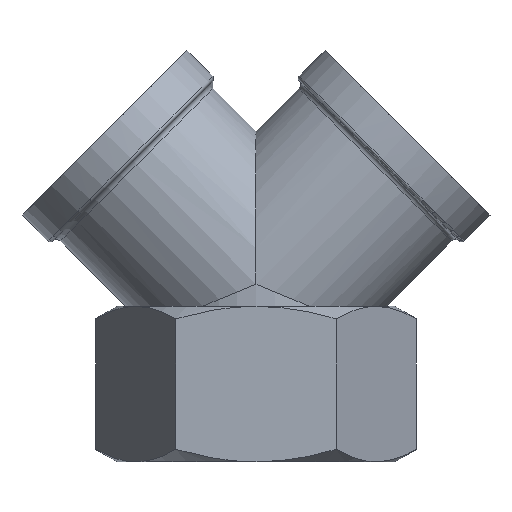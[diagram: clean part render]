
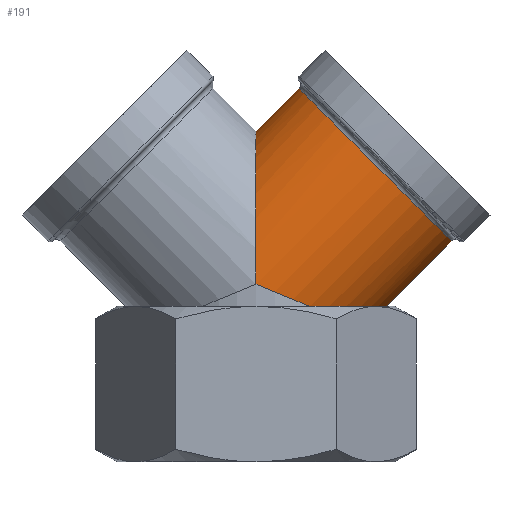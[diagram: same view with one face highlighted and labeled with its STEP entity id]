
A CAD part, front view. The second image highlights one B-rep face of the part: STEP entity #191.
In plain terms, the highlighted cylindrical face has radius 9.7 mm (diameter 19.4 mm), a partial arc.
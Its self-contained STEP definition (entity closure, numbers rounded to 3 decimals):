
#191=ADVANCED_FACE('',(#379),#380,.T.);
#379=FACE_OUTER_BOUND('',#558,.T.);
#380=CYLINDRICAL_SURFACE('',#559,9.7);
#558=EDGE_LOOP('',(#1042,#1043,#1044,#1045,#1046,#1047,#1048));
#559=AXIS2_PLACEMENT_3D('',#1049,#1050,#1051);
#1042=ORIENTED_EDGE('',*,*,#1232,.T.);
#1043=ORIENTED_EDGE('',*,*,#1205,.T.);
#1044=ORIENTED_EDGE('',*,*,#1092,.T.);
#1045=ORIENTED_EDGE('',*,*,#1233,.T.);
#1046=ORIENTED_EDGE('',*,*,#1149,.F.);
#1047=ORIENTED_EDGE('',*,*,#1131,.F.);
#1048=ORIENTED_EDGE('',*,*,#1217,.T.);
#1049=CARTESIAN_POINT('',(0.0,0.0,0.0));
#1050=DIRECTION('',(-0.707,0.0,-0.707));
#1051=DIRECTION('',(0.707,0.0,-0.707));
#1092=EDGE_CURVE('',#1299,#1310,#1312,.T.);
#1131=EDGE_CURVE('',#1371,#1372,#1373,.T.);
#1149=EDGE_CURVE('',#1372,#1401,#1402,.T.);
#1205=EDGE_CURVE('',#1473,#1299,#1474,.T.);
#1217=EDGE_CURVE('',#1371,#1485,#1487,.T.);
#1232=EDGE_CURVE('',#1485,#1473,#1504,.T.);
#1233=EDGE_CURVE('',#1310,#1401,#1505,.T.);
#1299=VERTEX_POINT('',#1634);
#1310=VERTEX_POINT('',#1645);
#1312=CIRCLE('',#1647,9.7);
#1371=VERTEX_POINT('',#1767);
#1372=VERTEX_POINT('',#1768);
#1373=ELLIPSE('',#1769,10.499,9.7);
#1401=VERTEX_POINT('',#1800);
#1402=ELLIPSE('',#1801,13.718,9.7);
#1473=VERTEX_POINT('',#1941);
#1474=CIRCLE('',#1942,9.7);
#1485=VERTEX_POINT('',#1953);
#1487=ELLIPSE('',#1955,13.718,9.7);
#1504=LINE('',#2003,#2004);
#1505=LINE('',#2005,#2006);
#1634=CARTESIAN_POINT('',(3.89,-0.138,17.606));
#1645=CARTESIAN_POINT('',(3.889,0.0,17.607));
#1647=AXIS2_PLACEMENT_3D('',#2090,#2091,#2092);
#1767=CARTESIAN_POINT('',(4.828,-8.413,-2.0));
#1768=CARTESIAN_POINT('',(0.,-9.7,0.));
#1769=AXIS2_PLACEMENT_3D('',#2148,#2149,#2150);
#1800=CARTESIAN_POINT('',(0.0,0.,13.718));
#1801=AXIS2_PLACEMENT_3D('',#2187,#2188,#2189);
#1941=CARTESIAN_POINT('',(17.607,0.,3.889));
#1942=AXIS2_PLACEMENT_3D('',#2268,#2269,#2270);
#1953=CARTESIAN_POINT('',(11.718,0.,-2.0));
#1955=AXIS2_PLACEMENT_3D('',#2295,#2296,#2297);
#2003=CARTESIAN_POINT('',(6.859,0.,-6.859));
#2004=VECTOR('',#2305,1.0);
#2005=CARTESIAN_POINT('',(-6.859,0.,6.859));
#2006=VECTOR('',#2306,1.0);
#2090=CARTESIAN_POINT('',(10.748,0.0,10.748));
#2091=DIRECTION('',(-0.707,0.0,-0.707));
#2092=DIRECTION('',(-0.707,0.0,0.707));
#2148=CARTESIAN_POINT('',(0.0,0.0,0.0));
#2149=DIRECTION('',(-0.383,0.0,-0.924));
#2150=DIRECTION('',(0.924,0.0,-0.383));
#2187=CARTESIAN_POINT('',(0.0,0.0,0.0));
#2188=DIRECTION('',(-1.0,0.0,0.0));
#2189=DIRECTION('',(0.0,0.0,-1.0));
#2268=CARTESIAN_POINT('',(10.748,0.0,10.748));
#2269=DIRECTION('',(-0.707,0.0,-0.707));
#2270=DIRECTION('',(-0.707,0.0,0.707));
#2295=CARTESIAN_POINT('',(-2.0,0.0,-2.0));
#2296=DIRECTION('',(0.0,0.0,1.0));
#2297=DIRECTION('',(1.0,0.0,0.0));
#2305=DIRECTION('',(0.707,-0.0,0.707));
#2306=DIRECTION('',(-0.707,0.0,-0.707));
